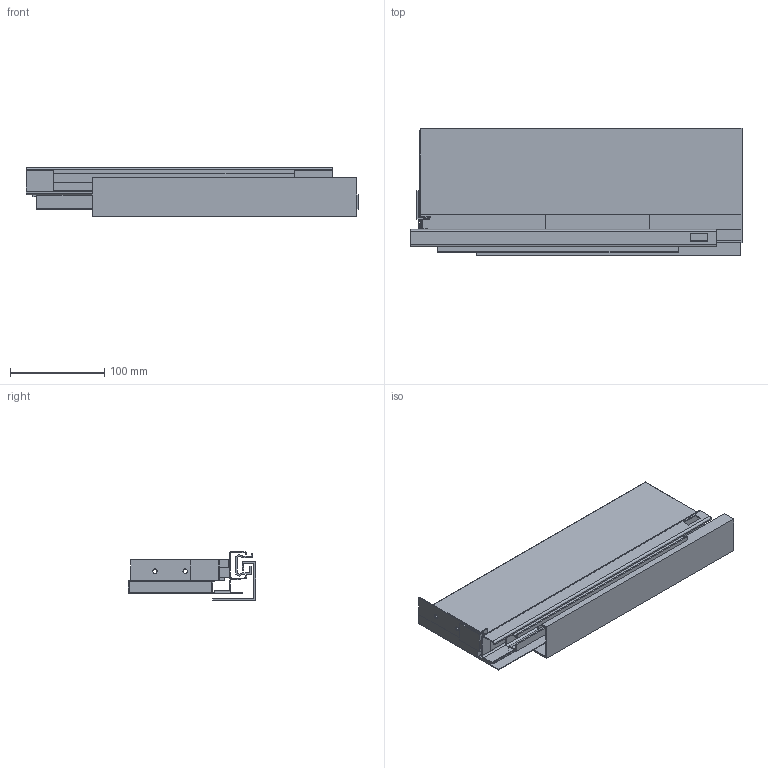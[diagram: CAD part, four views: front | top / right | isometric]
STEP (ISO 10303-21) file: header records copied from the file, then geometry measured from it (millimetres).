
FILE_DESCRIPTION (( 'STEP AP214' ), '1' );
FILE_NAME ('F000190,F000224-CLOSED_RIGHT_3D.step', '2022-10-10T14:37:03', ( '' ), ( '' ), 'SwSTEP 2.0', 'SolidWorks 2020', '' );
FILE_SCHEMA (( 'AUTOMOTIVE_DESIGN' ));
Length unit declared in the file: millimetre
Products named in the file (6): RiexTrack-300,350-VNEJSI-PRAVY; F000190,F000224-CLOSED_RIGHT_3D; RiexTrack Bocnice-350-H121-PRAVA; NU70,NU80-350-VNITRNI_PRAVY; RiexTrack-350_CLOSED_RIGHT_3D; NU70,NU80-350-STREDNI
Assembly tree (5 placements, depth 3):
  F000190,F000224-CLOSED_RIGHT_3D
    RiexTrack-350_CLOSED_RIGHT_3D
      RiexTrack-300,350-VNEJSI-PRAVY
      NU70,NU80-350-STREDNI
      NU70,NU80-350-VNITRNI_PRAVY
    RiexTrack Bocnice-350-H121-PRAVA
Bounding box: 351.5 x 134.5 x 51.7 mm (x, y, z)
Volume: 170954.1 mm3; surface area: 319997.2 mm2
Topology: 8 solids, 8 shells, 285 faces, 741 edges, 472 vertices
Faces by surface type: plane 141, cylinder 84, cone 60
Entity records: 9079 total; most frequent: DIRECTION 1561, CARTESIAN_POINT 1507, ORIENTED_EDGE 1482, EDGE_CURVE 741, AXIS2_PLACEMENT_3D 526, LINE 509, VECTOR 509, VERTEX_POINT 472
